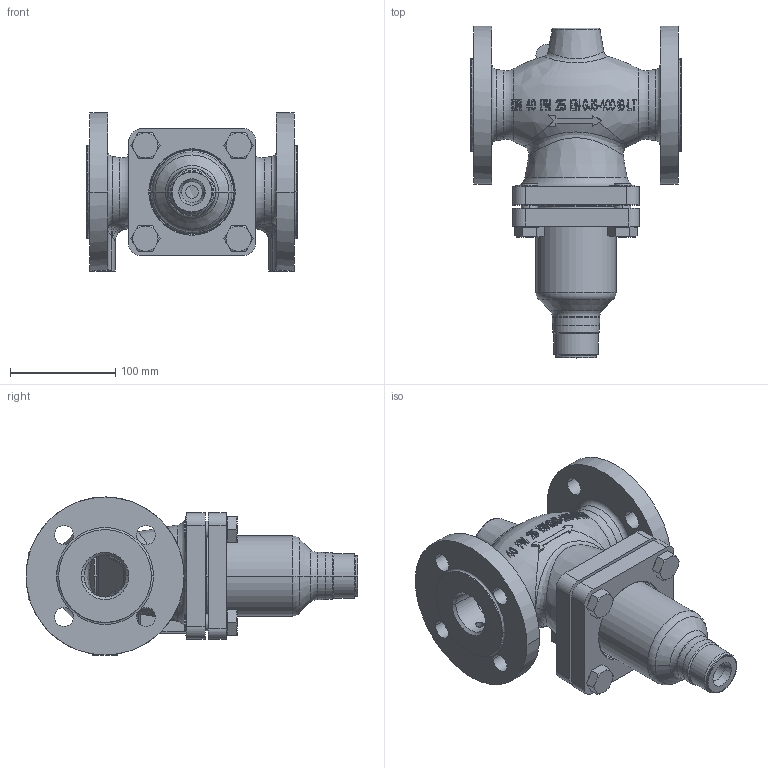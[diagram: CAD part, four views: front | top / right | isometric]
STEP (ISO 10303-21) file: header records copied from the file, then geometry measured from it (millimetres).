
FILE_DESCRIPTION((''),'2;1');
FILE_NAME('065B2405_ASM','2015-03-13T',('u317927'),('Danfoss'),'PRO/ENGINEER BY PARAMETRIC TECHNOLOGY CORPORATION, 2014000','PRO/ENGINEER BY PARAMETRIC TECHNOLOGY CORPORATION, 2014000','');
FILE_SCHEMA(('CONFIG_CONTROL_DESIGN'));
Length unit declared in the file: millimetre
Products named in the file (7): 8861184; 8861044; 8861045; 8861023; 5184023; ZVAR_2; 065B2405_ASM
Assembly tree (9 placements, depth 2):
  065B2405_ASM
    8861184
    8861044
    8861045
    8861023
    5184023  x4
    ZVAR_2
Bounding box: 200 x 315.1 x 150 mm (x, y, z)
Volume: 1656483.6 mm3; surface area: 362478.6 mm2
Topology: 9 solids, 21 shells, 1081 faces, 2826 edges, 1820 vertices
Faces by surface type: plane 678, cylinder 180, bspline 91, cone 83, torus 47, sphere 2
Entity records: 35624 total; most frequent: CARTESIAN_POINT 12465, ORIENTED_EDGE 5268, DIRECTION 4071, EDGE_CURVE 2652, VERTEX_POINT 1712, AXIS2_PLACEMENT_3D 1550, EDGE_LOOP 1096, B_SPLINE_CURVE_WITH_KNOTS 1062
